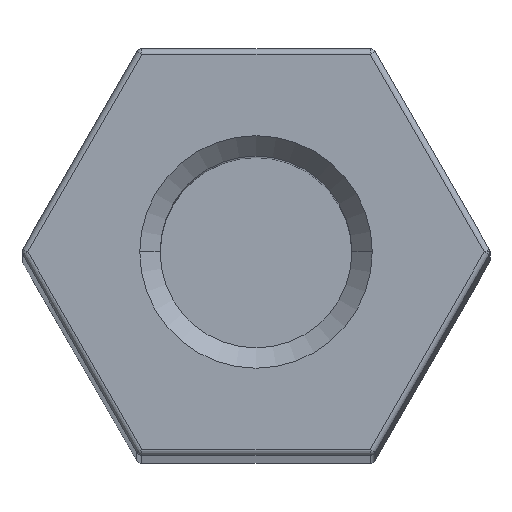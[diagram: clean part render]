
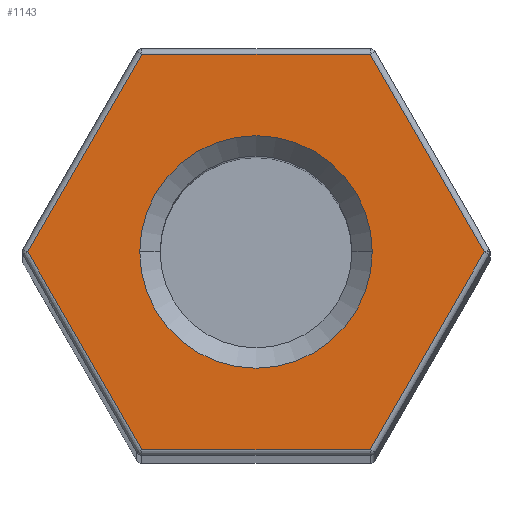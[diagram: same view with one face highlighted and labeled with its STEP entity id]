
A CAD part, top view. The second image highlights one B-rep face of the part: STEP entity #1143.
In plain terms, the highlighted planar face has unit normal (0, 0, 1).
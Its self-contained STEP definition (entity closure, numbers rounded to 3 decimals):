
#4 = DIRECTION ( 'NONE',  ( 1., 0., 0. ) ) ;
#27 = CIRCLE ( 'NONE', #111, 2. ) ;
#42 = DIRECTION ( 'NONE',  ( -1., 0., 0. ) ) ;
#44 = CARTESIAN_POINT ( 'NONE',  ( 0., 0., 80. ) ) ;
#55 = CARTESIAN_POINT ( 'NONE',  ( -2., 0., 80. ) ) ;
#82 = ORIENTED_EDGE ( 'NONE', *, *, #604, .T. ) ;
#90 = DIRECTION ( 'NONE',  ( 0., 0., 1. ) ) ;
#111 = AXIS2_PLACEMENT_3D ( 'NONE', #44, #901, #170 ) ;
#168 = CARTESIAN_POINT ( 'NONE',  ( -2.021, 3.4, 80. ) ) ;
#170 = DIRECTION ( 'NONE',  ( 1., 0., 0. ) ) ;
#179 = CARTESIAN_POINT ( 'NONE',  ( -3.926, 0., 80. ) ) ;
#226 = VECTOR ( 'NONE', #984, 1000. ) ;
#252 = AXIS2_PLACEMENT_3D ( 'NONE', #1313, #737, #4 ) ;
#265 = CARTESIAN_POINT ( 'NONE',  ( 1.934, 3.45, 80. ) ) ;
#274 = CARTESIAN_POINT ( 'NONE',  ( 2.021, -3.4, 80. ) ) ;
#333 = VERTEX_POINT ( 'NONE', #883 ) ;
#389 = EDGE_CURVE ( 'NONE', #333, #741, #27, .T. ) ;
#441 = ORIENTED_EDGE ( 'NONE', *, *, #636, .T. ) ;
#444 = ORIENTED_EDGE ( 'NONE', *, *, #389, .T. ) ;
#445 = CARTESIAN_POINT ( 'NONE',  ( 3.926, 0., 80. ) ) ;
#446 = CARTESIAN_POINT ( 'NONE',  ( 1.963, -3.4, 80. ) ) ;
#449 = ORIENTED_EDGE ( 'NONE', *, *, #654, .T. ) ;
#460 = ORIENTED_EDGE ( 'NONE', *, *, #644, .T. ) ;
#461 = ORIENTED_EDGE ( 'NONE', *, *, #690, .T. ) ;
#464 = ORIENTED_EDGE ( 'NONE', *, *, #658, .T. ) ;
#467 = ORIENTED_EDGE ( 'NONE', *, *, #705, .T. ) ;
#551 = VERTEX_POINT ( 'NONE', #446 ) ;
#578 = VECTOR ( 'NONE', #1244, 1000. ) ;
#601 = LINE ( 'NONE', #168, #1353 ) ;
#604 = EDGE_CURVE ( 'NONE', #741, #333, #858, .T. ) ;
#629 = EDGE_LOOP ( 'NONE', ( #467, #461, #464, #449, #460, #441 ) ) ;
#636 = EDGE_CURVE ( 'NONE', #1052, #666, #746, .T. ) ;
#639 = LINE ( 'NONE', #1333, #1372 ) ;
#644 = EDGE_CURVE ( 'NONE', #551, #1052, #1364, .T. ) ;
#654 = EDGE_CURVE ( 'NONE', #983, #551, #1118, .T. ) ;
#658 = EDGE_CURVE ( 'NONE', #903, #983, #1323, .T. ) ;
#666 = VERTEX_POINT ( 'NONE', #1182 ) ;
#690 = EDGE_CURVE ( 'NONE', #779, #903, #639, .T. ) ;
#705 = EDGE_CURVE ( 'NONE', #666, #779, #601, .T. ) ;
#737 = DIRECTION ( 'NONE',  ( 0., 0., -1. ) ) ;
#741 = VERTEX_POINT ( 'NONE', #55 ) ;
#746 = LINE ( 'NONE', #265, #788 ) ;
#760 = DIRECTION ( 'NONE',  ( 0.5, 0.866, 0. ) ) ;
#771 = AXIS2_PLACEMENT_3D ( 'NONE', #1291, #90, #942 ) ;
#779 = VERTEX_POINT ( 'NONE', #1355 ) ;
#783 = DIRECTION ( 'NONE',  ( -0.5, -0.866, 0. ) ) ;
#788 = VECTOR ( 'NONE', #1076, 1000. ) ;
#858 = CIRCLE ( 'NONE', #252, 2. ) ;
#883 = CARTESIAN_POINT ( 'NONE',  ( 2., 0., 80. ) ) ;
#895 = FACE_OUTER_BOUND ( 'NONE', #629, .T. ) ;
#901 = DIRECTION ( 'NONE',  ( 0., 0., -1. ) ) ;
#903 = VERTEX_POINT ( 'NONE', #179 ) ;
#915 = VECTOR ( 'NONE', #760, 1000. ) ;
#942 = DIRECTION ( 'NONE',  ( 1., 0., 0. ) ) ;
#971 = EDGE_LOOP ( 'NONE', ( #444, #82 ) ) ;
#983 = VERTEX_POINT ( 'NONE', #1279 ) ;
#984 = DIRECTION ( 'NONE',  ( 1., 0., 0. ) ) ;
#1037 = PLANE ( 'NONE',  #771 ) ;
#1052 = VERTEX_POINT ( 'NONE', #445 ) ;
#1076 = DIRECTION ( 'NONE',  ( -0.5, 0.866, 0. ) ) ;
#1085 = CARTESIAN_POINT ( 'NONE',  ( -1.934, -3.45, 80. ) ) ;
#1118 = LINE ( 'NONE', #274, #226 ) ;
#1143 = ADVANCED_FACE ( 'NONE', ( #895, #1163 ), #1037, .T. ) ;
#1163 = FACE_BOUND ( 'NONE', #971, .T. ) ;
#1182 = CARTESIAN_POINT ( 'NONE',  ( 1.963, 3.4, 80. ) ) ;
#1244 = DIRECTION ( 'NONE',  ( 0.5, -0.866, 0. ) ) ;
#1279 = CARTESIAN_POINT ( 'NONE',  ( -1.963, -3.4, 80. ) ) ;
#1291 = CARTESIAN_POINT ( 'NONE',  ( 4.041, 0., 80. ) ) ;
#1313 = CARTESIAN_POINT ( 'NONE',  ( 0., 0., 80. ) ) ;
#1323 = LINE ( 'NONE', #1085, #578 ) ;
#1324 = CARTESIAN_POINT ( 'NONE',  ( 3.955, 0.05, 80. ) ) ;
#1333 = CARTESIAN_POINT ( 'NONE',  ( -3.955, -0.05, 80. ) ) ;
#1353 = VECTOR ( 'NONE', #42, 1000. ) ;
#1355 = CARTESIAN_POINT ( 'NONE',  ( -1.963, 3.4, 80. ) ) ;
#1364 = LINE ( 'NONE', #1324, #915 ) ;
#1372 = VECTOR ( 'NONE', #783, 1000. ) ;
